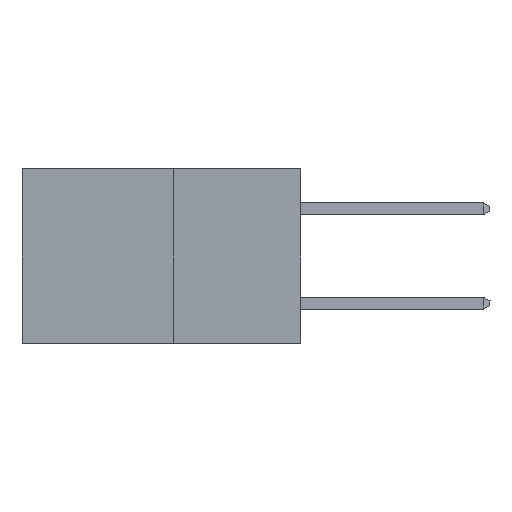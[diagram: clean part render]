
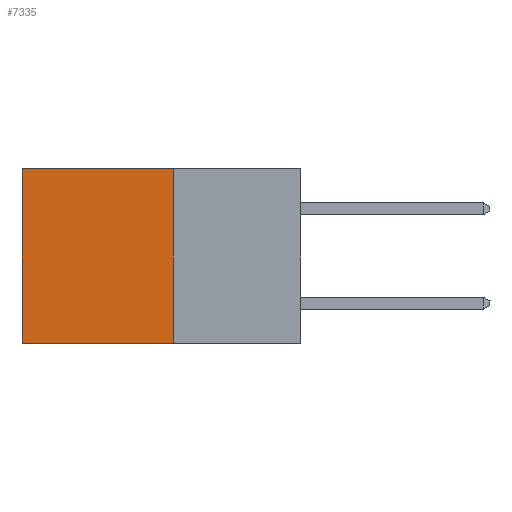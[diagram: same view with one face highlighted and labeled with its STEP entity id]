
A CAD part, left-side view. The second image highlights one B-rep face of the part: STEP entity #7335.
In plain terms, the highlighted planar face has unit normal (-1, 0, 0).
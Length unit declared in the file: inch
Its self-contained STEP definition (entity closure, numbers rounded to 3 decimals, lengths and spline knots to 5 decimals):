
#1356 = VECTOR ( 'NONE', #31154, 39.37008 ) ;
#1700 = ORIENTED_EDGE ( 'NONE', *, *, #25272, .F. ) ;
#3076 = VECTOR ( 'NONE', #33173, 39.37008 ) ;
#5021 = VERTEX_POINT ( 'NONE', #5029 ) ;
#5029 = CARTESIAN_POINT ( 'NONE',  ( 0.277, 0.27, -0.37 ) ) ;
#6351 = ORIENTED_EDGE ( 'NONE', *, *, #18181, .T. ) ;
#7335 = ADVANCED_FACE ( 'NONE', ( #8948 ), #10035, .F. ) ;
#7464 = CARTESIAN_POINT ( 'NONE',  ( 0.277, 0.27, 0. ) ) ;
#8562 = AXIS2_PLACEMENT_3D ( 'NONE', #9812, #9805, #9761 ) ;
#8948 = FACE_OUTER_BOUND ( 'NONE', #19176, .T. ) ;
#9232 = DIRECTION ( 'NONE',  ( 0., 0., -1. ) ) ;
#9343 = VERTEX_POINT ( 'NONE', #7464 ) ;
#9761 = DIRECTION ( 'NONE',  ( 0., 0., -1. ) ) ;
#9805 = DIRECTION ( 'NONE',  ( 1., 0., 0. ) ) ;
#9812 = CARTESIAN_POINT ( 'NONE',  ( 0.277, 0.27, -0.37 ) ) ;
#10035 = PLANE ( 'NONE',  #8562 ) ;
#12321 = CARTESIAN_POINT ( 'NONE',  ( 0.277, 0.27, 0. ) ) ;
#12780 = CARTESIAN_POINT ( 'NONE',  ( 0.277, 0.27, -0.37 ) ) ;
#13908 = LINE ( 'NONE', #12780, #1356 ) ;
#14164 = CARTESIAN_POINT ( 'NONE',  ( 0.277, 0.59, -0.37 ) ) ;
#14636 = LINE ( 'NONE', #25109, #28689 ) ;
#14812 = CARTESIAN_POINT ( 'NONE',  ( 0.277, 0.27, -0.37 ) ) ;
#15394 = VECTOR ( 'NONE', #25603, 39.37008 ) ;
#15586 = EDGE_CURVE ( 'NONE', #9343, #5021, #13908, .T. ) ;
#18181 = EDGE_CURVE ( 'NONE', #9343, #30259, #22439, .T. ) ;
#19176 = EDGE_LOOP ( 'NONE', ( #25838, #1700, #29031, #6351 ) ) ;
#22439 = LINE ( 'NONE', #12321, #15394 ) ;
#23479 = LINE ( 'NONE', #14812, #3076 ) ;
#25109 = CARTESIAN_POINT ( 'NONE',  ( 0.277, 0.59, -0.37 ) ) ;
#25272 = EDGE_CURVE ( 'NONE', #5021, #31463, #23479, .T. ) ;
#25603 = DIRECTION ( 'NONE',  ( 0., 1., 0. ) ) ;
#25838 = ORIENTED_EDGE ( 'NONE', *, *, #27075, .T. ) ;
#27075 = EDGE_CURVE ( 'NONE', #30259, #31463, #14636, .T. ) ;
#28090 = CARTESIAN_POINT ( 'NONE',  ( 0.277, 0.59, 0. ) ) ;
#28689 = VECTOR ( 'NONE', #9232, 39.37008 ) ;
#29031 = ORIENTED_EDGE ( 'NONE', *, *, #15586, .F. ) ;
#30259 = VERTEX_POINT ( 'NONE', #28090 ) ;
#31154 = DIRECTION ( 'NONE',  ( 0., 0., -1. ) ) ;
#31463 = VERTEX_POINT ( 'NONE', #14164 ) ;
#33173 = DIRECTION ( 'NONE',  ( 0., 1., 0. ) ) ;
